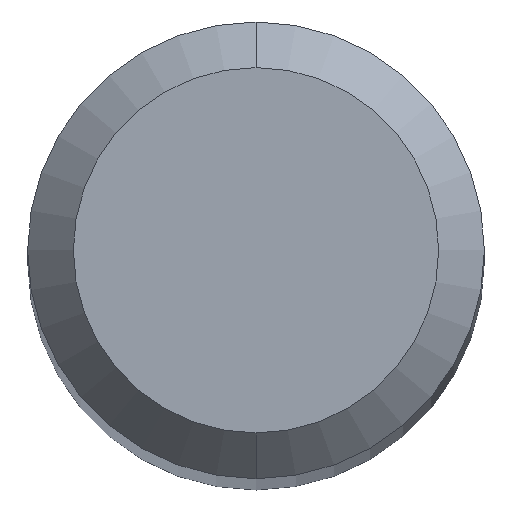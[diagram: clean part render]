
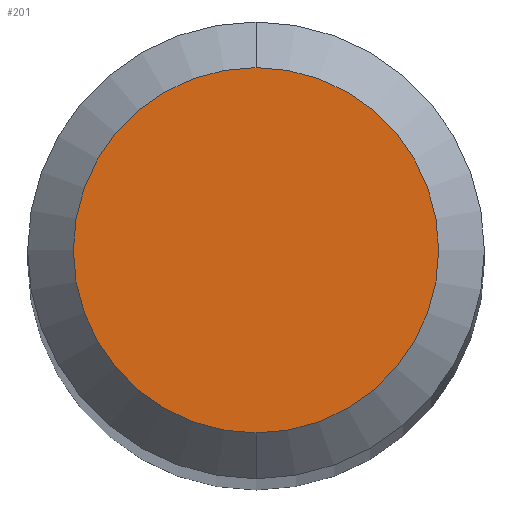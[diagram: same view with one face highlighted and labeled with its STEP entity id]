
A CAD part, top view. The second image highlights one B-rep face of the part: STEP entity #201.
In plain terms, the highlighted planar face has unit normal (0, 0, 1).
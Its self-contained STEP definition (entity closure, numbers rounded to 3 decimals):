
#201=ADVANCED_FACE('',(#495),#496,.T.);
#203=VERTEX_POINT('',#498);
#211=VERTEX_POINT('',#506);
#303=EDGE_CURVE('',#211,#203,#610,.T.);
#349=EDGE_CURVE('',#203,#211,#662,.T.);
#495=FACE_OUTER_BOUND('',#826,.T.);
#496=PLANE('',#827);
#498=CARTESIAN_POINT('',(0.0,1.2,0.0));
#506=CARTESIAN_POINT('',(0.,-1.2,0.0));
#610=CIRCLE('',#1053,1.2);
#662=CIRCLE('',#1124,1.2);
#826=EDGE_LOOP('',(#1424,#1425));
#827=AXIS2_PLACEMENT_3D('',#1426,#1427,#1428);
#1053=AXIS2_PLACEMENT_3D('',#1562,#1563,#1564);
#1124=AXIS2_PLACEMENT_3D('',#1630,#1631,#1632);
#1424=ORIENTED_EDGE('',*,*,#349,.F.);
#1425=ORIENTED_EDGE('',*,*,#303,.F.);
#1426=CARTESIAN_POINT('',(0.0,0.6,0.0));
#1427=DIRECTION('',(-0.0,0.0,1.0));
#1428=DIRECTION('',(0.0,-1.0,0.0));
#1562=CARTESIAN_POINT('',(0.0,0.0,0.0));
#1563=DIRECTION('',(0.0,0.0,-1.0));
#1564=DIRECTION('',(0.0,1.0,0.0));
#1630=CARTESIAN_POINT('',(0.0,0.0,0.0));
#1631=DIRECTION('',(0.0,0.0,-1.0));
#1632=DIRECTION('',(0.0,1.0,0.0));
